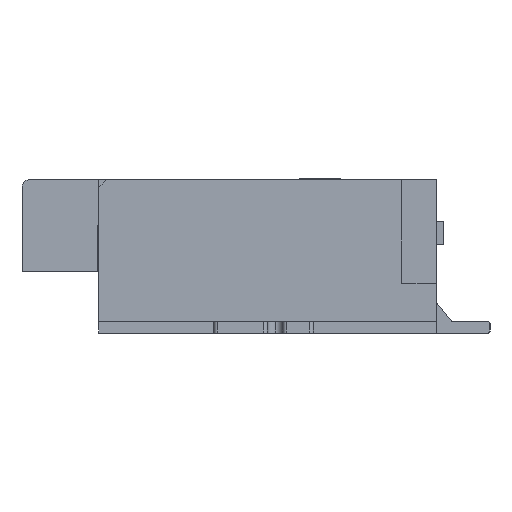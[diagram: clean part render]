
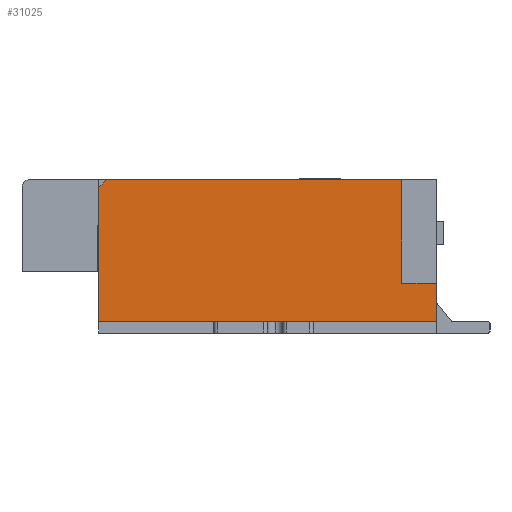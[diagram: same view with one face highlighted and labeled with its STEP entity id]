
A CAD part, left-side view. The second image highlights one B-rep face of the part: STEP entity #31025.
In plain terms, the highlighted planar face has unit normal (-1, 0, 0).
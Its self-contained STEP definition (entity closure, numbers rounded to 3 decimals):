
#442 = EDGE_CURVE ( 'NONE', #8268, #29716, #43338, .T. ) ;
#1270 = VECTOR ( 'NONE', #2037, 1000. ) ;
#2037 = DIRECTION ( 'NONE',  ( 0., -1., 0. ) ) ;
#2973 = VERTEX_POINT ( 'NONE', #14511 ) ;
#3290 = LINE ( 'NONE', #24580, #4698 ) ;
#4135 = VECTOR ( 'NONE', #34588, 1000. ) ;
#4450 = CARTESIAN_POINT ( 'NONE',  ( -16.7, -8.175, 3.325 ) ) ;
#4513 = CARTESIAN_POINT ( 'NONE',  ( -16.7, -11.15, 2. ) ) ;
#4698 = VECTOR ( 'NONE', #24816, 1000. ) ;
#4907 = ORIENTED_EDGE ( 'NONE', *, *, #13412, .F. ) ;
#5522 = FACE_OUTER_BOUND ( 'NONE', #10193, .T. ) ;
#6990 = AXIS2_PLACEMENT_3D ( 'NONE', #28885, #18318, #17401 ) ;
#7962 = CARTESIAN_POINT ( 'NONE',  ( -16.7, -11.15, 0.65 ) ) ;
#8150 = CARTESIAN_POINT ( 'NONE',  ( -16.7, -10.7, 2. ) ) ;
#8268 = VERTEX_POINT ( 'NONE', #12002 ) ;
#9006 = CARTESIAN_POINT ( 'NONE',  ( -16.7, -10.7, 2. ) ) ;
#9471 = CARTESIAN_POINT ( 'NONE',  ( -16.7, -11.15, 0. ) ) ;
#10097 = VERTEX_POINT ( 'NONE', #9006 ) ;
#10193 = EDGE_LOOP ( 'NONE', ( #17861, #22543, #42835, #22917, #38183, #4907, #32690 ) ) ;
#11294 = CARTESIAN_POINT ( 'NONE',  ( -16.7, -6.75, 0. ) ) ;
#12002 = CARTESIAN_POINT ( 'NONE',  ( -16.7, -6.85, 2. ) ) ;
#12965 = VERTEX_POINT ( 'NONE', #14031 ) ;
#12994 = LINE ( 'NONE', #44418, #1270 ) ;
#13412 = EDGE_CURVE ( 'NONE', #12965, #32181, #12994, .T. ) ;
#13435 = VECTOR ( 'NONE', #43864, 1000. ) ;
#14031 = CARTESIAN_POINT ( 'NONE',  ( -16.7, -10.7, 0.65 ) ) ;
#14511 = CARTESIAN_POINT ( 'NONE',  ( -16.7, -6.75, 0.15 ) ) ;
#14719 = EDGE_CURVE ( 'NONE', #2973, #29716, #24654, .T. ) ;
#14948 = LINE ( 'NONE', #8150, #34399 ) ;
#17401 = DIRECTION ( 'NONE',  ( 0., 1., 0. ) ) ;
#17861 = ORIENTED_EDGE ( 'NONE', *, *, #36769, .F. ) ;
#18318 = DIRECTION ( 'NONE',  ( -1., 0., 0. ) ) ;
#21482 = CARTESIAN_POINT ( 'NONE',  ( -16.7, -6.75, 1.9 ) ) ;
#21980 = VECTOR ( 'NONE', #40521, 1000. ) ;
#22078 = EDGE_CURVE ( 'NONE', #32181, #24551, #41397, .T. ) ;
#22436 = DIRECTION ( 'NONE',  ( 0., 0., 1. ) ) ;
#22543 = ORIENTED_EDGE ( 'NONE', *, *, #442, .T. ) ;
#22917 = ORIENTED_EDGE ( 'NONE', *, *, #30503, .T. ) ;
#24551 = VERTEX_POINT ( 'NONE', #44402 ) ;
#24580 = CARTESIAN_POINT ( 'NONE',  ( -16.7, -11.15, 0.15 ) ) ;
#24654 = LINE ( 'NONE', #11294, #36641 ) ;
#24816 = DIRECTION ( 'NONE',  ( 0., -1., 0. ) ) ;
#25116 = DIRECTION ( 'NONE',  ( 0., 0., 1. ) ) ;
#27040 = PLANE ( 'NONE',  #6990 ) ;
#28885 = CARTESIAN_POINT ( 'NONE',  ( -16.7, -11.5, 0. ) ) ;
#29716 = VERTEX_POINT ( 'NONE', #21482 ) ;
#30503 = EDGE_CURVE ( 'NONE', #2973, #24551, #3290, .T. ) ;
#31025 = ADVANCED_FACE ( 'NONE', ( #5522 ), #27040, .T. ) ;
#32181 = VERTEX_POINT ( 'NONE', #7962 ) ;
#32690 = ORIENTED_EDGE ( 'NONE', *, *, #35017, .T. ) ;
#34399 = VECTOR ( 'NONE', #22436, 1000. ) ;
#34588 = DIRECTION ( 'NONE',  ( 0., 0., -1. ) ) ;
#35017 = EDGE_CURVE ( 'NONE', #12965, #10097, #14948, .T. ) ;
#36641 = VECTOR ( 'NONE', #25116, 1000. ) ;
#36769 = EDGE_CURVE ( 'NONE', #8268, #10097, #36857, .T. ) ;
#36857 = LINE ( 'NONE', #4513, #13435 ) ;
#38183 = ORIENTED_EDGE ( 'NONE', *, *, #22078, .F. ) ;
#40521 = DIRECTION ( 'NONE',  ( 0., 0.707, -0.707 ) ) ;
#41397 = LINE ( 'NONE', #9471, #4135 ) ;
#42835 = ORIENTED_EDGE ( 'NONE', *, *, #14719, .F. ) ;
#43338 = LINE ( 'NONE', #4450, #21980 ) ;
#43864 = DIRECTION ( 'NONE',  ( 0., -1., 0. ) ) ;
#44402 = CARTESIAN_POINT ( 'NONE',  ( -16.7, -11.15, 0.15 ) ) ;
#44418 = CARTESIAN_POINT ( 'NONE',  ( -16.7, -10.7, 0.65 ) ) ;
